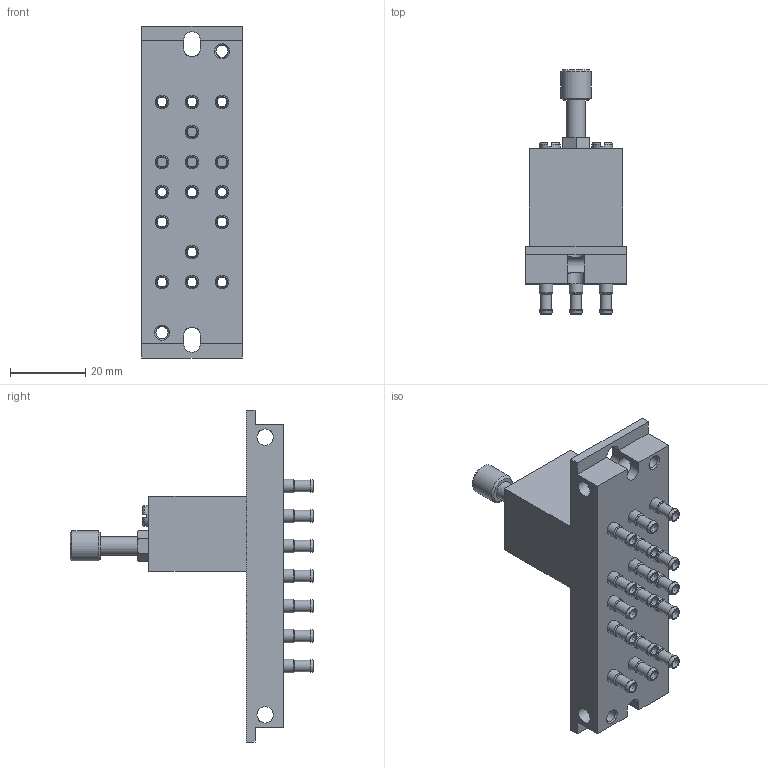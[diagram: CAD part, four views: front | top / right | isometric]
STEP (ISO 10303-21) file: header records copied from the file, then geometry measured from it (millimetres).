
FILE_DESCRIPTION(/* description */ ('STEP AP214'),/* implementation_level */ '2;1');
FILE_NAME(/* name */ '4565_GRF-PK-3',/* time_stamp */ '2024-08-28T20:47:55+02:00',/* author */ ('License CC BY-ND 4.0'),/* organization */ ('CADENAS'),/* preprocessor_version */ 'ST-DEVELOPER v19.3',/* originating_system */ 'PARTsolutions',/* authorisation */ ' ');
FILE_SCHEMA (('AUTOMOTIVE_DESIGN {1 0 10303 214 3 1 1}'));
Length unit declared in the file: millimetre
Products named in the file (1): 4565 GRF-PK-3
Bounding box: 26.8 x 65 x 88.5 mm (x, y, z)
Volume: 34003.4 mm3; surface area: 14410.1 mm2
Topology: 1 solids, 1 shells, 302 faces, 688 edges, 443 vertices
Faces by surface type: plane 128, cylinder 104, cone 62, torus 8
Full cylindrical faces by diameter (mm): 2.459 x7, 2.5 x14, 2.6 x14, 3 x16, 3.242 x4, 3.6 x35, 4.4 x2, 4.7 x2, 5 x1, 5.6 x2, 8 x1
Entity records: 9712 total; most frequent: CARTESIAN_POINT 1420, DIRECTION 1318, ORIENTED_EDGE 984, AXIS2_PLACEMENT_3D 571, FACE_BOUND 555, EDGE_LOOP 550, EDGE_CURVE 492, VERTEX_POINT 401
